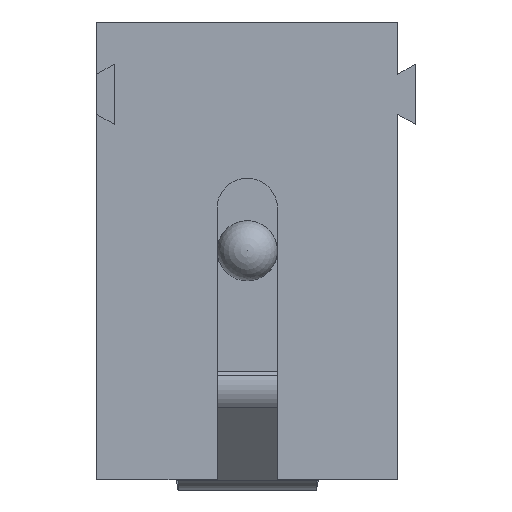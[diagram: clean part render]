
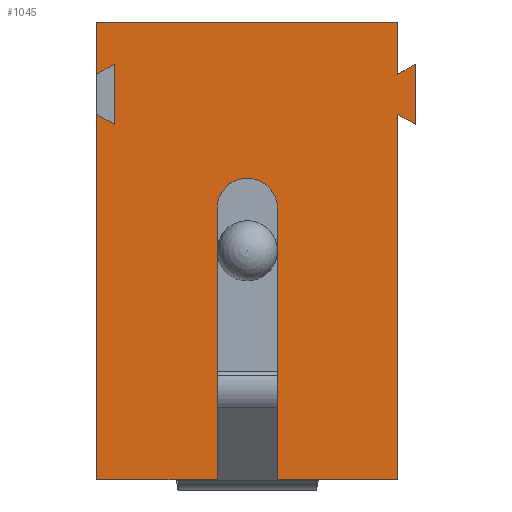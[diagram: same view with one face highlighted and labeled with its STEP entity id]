
A CAD part, front view. The second image highlights one B-rep face of the part: STEP entity #1045.
In plain terms, the highlighted planar face has unit normal (0, -1, 0).
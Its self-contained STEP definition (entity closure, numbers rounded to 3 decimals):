
#27 = EDGE_CURVE ( 'NONE', #805, #4758, #5902, .T. ) ;
#30 = ORIENTED_EDGE ( 'NONE', *, *, #246, .F. ) ;
#45 = CARTESIAN_POINT ( 'NONE',  ( 2.5, 0., 3.8 ) ) ;
#144 = LINE ( 'NONE', #2474, #4865 ) ;
#146 = LINE ( 'NONE', #4333, #5214 ) ;
#183 = LINE ( 'NONE', #4087, #532 ) ;
#231 = DIRECTION ( 'NONE',  ( 0., 0., -1. ) ) ;
#246 = EDGE_CURVE ( 'NONE', #520, #4626, #183, .T. ) ;
#350 = ORIENTED_EDGE ( 'NONE', *, *, #2926, .F. ) ;
#448 = CARTESIAN_POINT ( 'NONE',  ( 2.5, 0., -3.8 ) ) ;
#520 = VERTEX_POINT ( 'NONE', #3635 ) ;
#532 = VECTOR ( 'NONE', #1253, 1000. ) ;
#540 = ORIENTED_EDGE ( 'NONE', *, *, #2092, .F. ) ;
#550 = CARTESIAN_POINT ( 'NONE',  ( -0.5, 0., 0.71 ) ) ;
#555 = DIRECTION ( 'NONE',  ( 0., 0., -1. ) ) ;
#626 = VERTEX_POINT ( 'NONE', #3964 ) ;
#661 = VECTOR ( 'NONE', #3876, 1000. ) ;
#680 = LINE ( 'NONE', #2713, #5516 ) ;
#762 = EDGE_CURVE ( 'NONE', #4632, #5859, #3062, .T. ) ;
#805 = VERTEX_POINT ( 'NONE', #1616 ) ;
#811 = VERTEX_POINT ( 'NONE', #1704 ) ;
#853 = CARTESIAN_POINT ( 'NONE',  ( 0., 0., 0. ) ) ;
#890 = CARTESIAN_POINT ( 'NONE',  ( 2.79, 0., 3.1 ) ) ;
#921 = VECTOR ( 'NONE', #1493, 1000. ) ;
#980 = VERTEX_POINT ( 'NONE', #2595 ) ;
#1007 = VECTOR ( 'NONE', #2389, 1000. ) ;
#1028 = LINE ( 'NONE', #2397, #1007 ) ;
#1045 = ADVANCED_FACE ( 'NONE', ( #1143 ), #3507, .F. ) ;
#1061 = CARTESIAN_POINT ( 'NONE',  ( -2.5, 0., 3.8 ) ) ;
#1079 = LINE ( 'NONE', #3927, #5637 ) ;
#1130 = ORIENTED_EDGE ( 'NONE', *, *, #4584, .F. ) ;
#1142 = CARTESIAN_POINT ( 'NONE',  ( 2.5, 0., 2.933 ) ) ;
#1143 = FACE_OUTER_BOUND ( 'NONE', #2809, .T. ) ;
#1232 = DIRECTION ( 'NONE',  ( 0., 0., 1. ) ) ;
#1253 = DIRECTION ( 'NONE',  ( 0., 0., 1. ) ) ;
#1296 = LINE ( 'NONE', #4427, #1958 ) ;
#1324 = VERTEX_POINT ( 'NONE', #3525 ) ;
#1442 = AXIS2_PLACEMENT_3D ( 'NONE', #853, #2897, #5212 ) ;
#1459 = VERTEX_POINT ( 'NONE', #5819 ) ;
#1493 = DIRECTION ( 'NONE',  ( 0., 0., 1. ) ) ;
#1580 = DIRECTION ( 'NONE',  ( 0., 0., 1. ) ) ;
#1616 = CARTESIAN_POINT ( 'NONE',  ( 2.5, 0., 3.8 ) ) ;
#1655 = CARTESIAN_POINT ( 'NONE',  ( -0.01, 0., 1.2 ) ) ;
#1704 = CARTESIAN_POINT ( 'NONE',  ( -2.5, 0., 2.267 ) ) ;
#1765 = ORIENTED_EDGE ( 'NONE', *, *, #3393, .F. ) ;
#1775 = DIRECTION ( 'NONE',  ( 0.866, 0., -0.5 ) ) ;
#1851 = DIRECTION ( 'NONE',  ( 0.866, 0., 0.5 ) ) ;
#1854 = DIRECTION ( 'NONE',  ( 0., -1., 0. ) ) ;
#1877 = VECTOR ( 'NONE', #3954, 1000. ) ;
#1948 = VECTOR ( 'NONE', #3376, 1000. ) ;
#1954 = VERTEX_POINT ( 'NONE', #1655 ) ;
#1958 = VECTOR ( 'NONE', #2756, 1000. ) ;
#2086 = DIRECTION ( 'NONE',  ( 1., 0., 0. ) ) ;
#2092 = EDGE_CURVE ( 'NONE', #4758, #1324, #4880, .T. ) ;
#2301 = ORIENTED_EDGE ( 'NONE', *, *, #3702, .F. ) ;
#2389 = DIRECTION ( 'NONE',  ( 0., 0., -1. ) ) ;
#2394 = CARTESIAN_POINT ( 'NONE',  ( -2.5, 0., 2.267 ) ) ;
#2397 = CARTESIAN_POINT ( 'NONE',  ( 2.5, 0., -3.8 ) ) ;
#2474 = CARTESIAN_POINT ( 'NONE',  ( 2.5, 0., -3.8 ) ) ;
#2524 = VECTOR ( 'NONE', #1232, 1000. ) ;
#2548 = EDGE_CURVE ( 'NONE', #5864, #805, #2673, .T. ) ;
#2578 = LINE ( 'NONE', #2770, #1948 ) ;
#2595 = CARTESIAN_POINT ( 'NONE',  ( 0.01, 0., 1.2 ) ) ;
#2673 = LINE ( 'NONE', #45, #3202 ) ;
#2713 = CARTESIAN_POINT ( 'NONE',  ( 2.5, 0., 2.267 ) ) ;
#2751 = ORIENTED_EDGE ( 'NONE', *, *, #762, .F. ) ;
#2756 = DIRECTION ( 'NONE',  ( -1., 0., 0. ) ) ;
#2770 = CARTESIAN_POINT ( 'NONE',  ( 0.5, 0., 0.71 ) ) ;
#2782 = ORIENTED_EDGE ( 'NONE', *, *, #4377, .F. ) ;
#2809 = EDGE_LOOP ( 'NONE', ( #5885, #4455, #2751, #350, #2782, #2878, #540, #4040, #4694, #1765, #3843, #30, #3974, #3057, #2301, #5788, #4516, #1130 ) ) ;
#2812 = CARTESIAN_POINT ( 'NONE',  ( 0.5, 0., -3.8 ) ) ;
#2878 = ORIENTED_EDGE ( 'NONE', *, *, #5922, .F. ) ;
#2897 = DIRECTION ( 'NONE',  ( 0., 1., 0. ) ) ;
#2926 = EDGE_CURVE ( 'NONE', #3530, #4632, #1028, .T. ) ;
#2985 = CARTESIAN_POINT ( 'NONE',  ( -0.5, 0., 0.71 ) ) ;
#3057 = ORIENTED_EDGE ( 'NONE', *, *, #4120, .F. ) ;
#3062 = LINE ( 'NONE', #448, #661 ) ;
#3121 = CARTESIAN_POINT ( 'NONE',  ( -0.01, 0., 0.71 ) ) ;
#3122 = CARTESIAN_POINT ( 'NONE',  ( 0.01, 0., 0.71 ) ) ;
#3139 = CARTESIAN_POINT ( 'NONE',  ( -2.21, 0., 3.1 ) ) ;
#3202 = VECTOR ( 'NONE', #2086, 1000. ) ;
#3249 = DIRECTION ( 'NONE',  ( -1., 0., 0. ) ) ;
#3281 = LINE ( 'NONE', #2985, #5384 ) ;
#3287 = DIRECTION ( 'NONE',  ( 0., 0., -1. ) ) ;
#3322 = EDGE_CURVE ( 'NONE', #4184, #980, #4796, .T. ) ;
#3349 = CARTESIAN_POINT ( 'NONE',  ( -2.5, 0., 3.8 ) ) ;
#3361 = LINE ( 'NONE', #3139, #1877 ) ;
#3376 = DIRECTION ( 'NONE',  ( 0., 0., 1. ) ) ;
#3380 = VERTEX_POINT ( 'NONE', #5941 ) ;
#3393 = EDGE_CURVE ( 'NONE', #626, #5864, #4614, .T. ) ;
#3441 = DIRECTION ( 'NONE',  ( 0., 0., -1. ) ) ;
#3507 = PLANE ( 'NONE',  #1442 ) ;
#3522 = EDGE_CURVE ( 'NONE', #1954, #4136, #5079, .T. ) ;
#3525 = CARTESIAN_POINT ( 'NONE',  ( 2.79, 0., 3.1 ) ) ;
#3530 = VERTEX_POINT ( 'NONE', #4787 ) ;
#3635 = CARTESIAN_POINT ( 'NONE',  ( -2.21, 0., 2.1 ) ) ;
#3663 = EDGE_CURVE ( 'NONE', #4626, #626, #3361, .T. ) ;
#3702 = EDGE_CURVE ( 'NONE', #1459, #3380, #144, .T. ) ;
#3843 = ORIENTED_EDGE ( 'NONE', *, *, #3663, .F. ) ;
#3876 = DIRECTION ( 'NONE',  ( -1., 0., 0. ) ) ;
#3883 = CARTESIAN_POINT ( 'NONE',  ( 0.5, 0., 0.71 ) ) ;
#3927 = CARTESIAN_POINT ( 'NONE',  ( 2.79, 0., 2.1 ) ) ;
#3954 = DIRECTION ( 'NONE',  ( -0.866, 0., -0.5 ) ) ;
#3964 = CARTESIAN_POINT ( 'NONE',  ( -2.5, 0., 2.933 ) ) ;
#3974 = ORIENTED_EDGE ( 'NONE', *, *, #4710, .F. ) ;
#4040 = ORIENTED_EDGE ( 'NONE', *, *, #27, .F. ) ;
#4087 = CARTESIAN_POINT ( 'NONE',  ( -2.21, 0., 2.1 ) ) ;
#4120 = EDGE_CURVE ( 'NONE', #3380, #811, #5982, .T. ) ;
#4136 = VERTEX_POINT ( 'NONE', #550 ) ;
#4184 = VERTEX_POINT ( 'NONE', #3883 ) ;
#4218 = AXIS2_PLACEMENT_3D ( 'NONE', #3121, #5458, #231 ) ;
#4333 = CARTESIAN_POINT ( 'NONE',  ( -2.5, 0., 2.267 ) ) ;
#4377 = EDGE_CURVE ( 'NONE', #4704, #3530, #680, .T. ) ;
#4427 = CARTESIAN_POINT ( 'NONE',  ( 0.01, 0., 1.2 ) ) ;
#4455 = ORIENTED_EDGE ( 'NONE', *, *, #4935, .F. ) ;
#4516 = ORIENTED_EDGE ( 'NONE', *, *, #3522, .F. ) ;
#4567 = VECTOR ( 'NONE', #1851, 1000. ) ;
#4584 = EDGE_CURVE ( 'NONE', #980, #1954, #1296, .T. ) ;
#4614 = LINE ( 'NONE', #3349, #921 ) ;
#4626 = VERTEX_POINT ( 'NONE', #5174 ) ;
#4632 = VERTEX_POINT ( 'NONE', #5570 ) ;
#4694 = ORIENTED_EDGE ( 'NONE', *, *, #2548, .F. ) ;
#4704 = VERTEX_POINT ( 'NONE', #5576 ) ;
#4710 = EDGE_CURVE ( 'NONE', #811, #520, #146, .T. ) ;
#4758 = VERTEX_POINT ( 'NONE', #5568 ) ;
#4787 = CARTESIAN_POINT ( 'NONE',  ( 2.5, 0., 2.267 ) ) ;
#4796 = CIRCLE ( 'NONE', #5682, 0.49 ) ;
#4865 = VECTOR ( 'NONE', #3249, 1000. ) ;
#4880 = LINE ( 'NONE', #890, #4567 ) ;
#4935 = EDGE_CURVE ( 'NONE', #5859, #4184, #2578, .T. ) ;
#5079 = CIRCLE ( 'NONE', #4218, 0.49 ) ;
#5137 = EDGE_CURVE ( 'NONE', #4136, #1459, #3281, .T. ) ;
#5174 = CARTESIAN_POINT ( 'NONE',  ( -2.21, 0., 3.1 ) ) ;
#5212 = DIRECTION ( 'NONE',  ( 0., 0., 1. ) ) ;
#5214 = VECTOR ( 'NONE', #1775, 1000. ) ;
#5223 = DIRECTION ( 'NONE',  ( -0.866, 0., 0.5 ) ) ;
#5384 = VECTOR ( 'NONE', #555, 1000. ) ;
#5438 = VECTOR ( 'NONE', #3287, 1000. ) ;
#5458 = DIRECTION ( 'NONE',  ( 0., -1., 0. ) ) ;
#5516 = VECTOR ( 'NONE', #5223, 1000. ) ;
#5568 = CARTESIAN_POINT ( 'NONE',  ( 2.5, 0., 2.933 ) ) ;
#5570 = CARTESIAN_POINT ( 'NONE',  ( 2.5, 0., -3.8 ) ) ;
#5576 = CARTESIAN_POINT ( 'NONE',  ( 2.79, 0., 2.1 ) ) ;
#5637 = VECTOR ( 'NONE', #3441, 1000. ) ;
#5682 = AXIS2_PLACEMENT_3D ( 'NONE', #3122, #1854, #1580 ) ;
#5788 = ORIENTED_EDGE ( 'NONE', *, *, #5137, .F. ) ;
#5819 = CARTESIAN_POINT ( 'NONE',  ( -0.5, 0., -3.8 ) ) ;
#5859 = VERTEX_POINT ( 'NONE', #2812 ) ;
#5864 = VERTEX_POINT ( 'NONE', #1061 ) ;
#5885 = ORIENTED_EDGE ( 'NONE', *, *, #3322, .F. ) ;
#5902 = LINE ( 'NONE', #1142, #5438 ) ;
#5922 = EDGE_CURVE ( 'NONE', #1324, #4704, #1079, .T. ) ;
#5941 = CARTESIAN_POINT ( 'NONE',  ( -2.5, 0., -3.8 ) ) ;
#5982 = LINE ( 'NONE', #2394, #2524 ) ;
